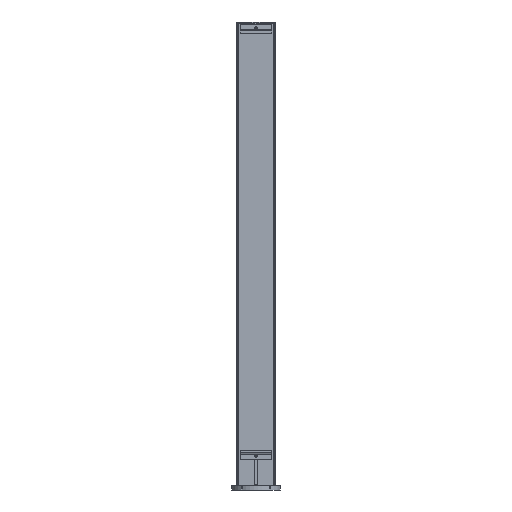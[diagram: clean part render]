
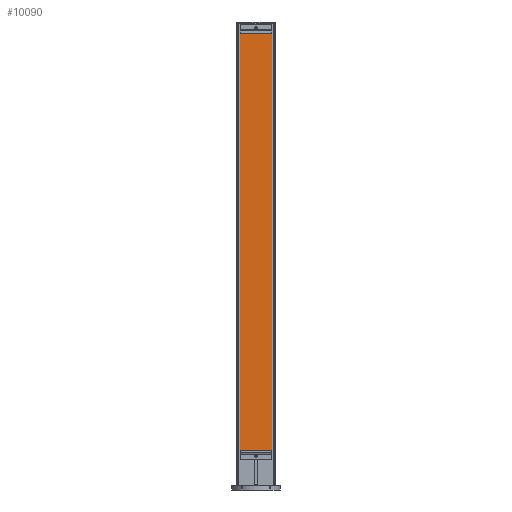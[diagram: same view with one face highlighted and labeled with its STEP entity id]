
A CAD part, front view. The second image highlights one B-rep face of the part: STEP entity #10090.
In plain terms, the highlighted planar face has unit normal (0, -1, 0).
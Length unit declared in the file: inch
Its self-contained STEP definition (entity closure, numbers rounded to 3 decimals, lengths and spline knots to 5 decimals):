
#10 = VECTOR ( 'NONE', #3978, 39.37008 ) ;
#101 = LINE ( 'NONE', #7513, #4254 ) ;
#125 = LINE ( 'NONE', #5053, #10403 ) ;
#440 = DIRECTION ( 'NONE',  ( 0., 0., 1. ) ) ;
#500 = VERTEX_POINT ( 'NONE', #15434 ) ;
#812 = ORIENTED_EDGE ( 'NONE', *, *, #11414, .T. ) ;
#1015 = VERTEX_POINT ( 'NONE', #4834 ) ;
#1028 = CARTESIAN_POINT ( 'NONE',  ( -2.26665, -0.92741, 1.33858 ) ) ;
#1450 = PLANE ( 'NONE',  #3248 ) ;
#1506 = DIRECTION ( 'NONE',  ( 0., 0., 1. ) ) ;
#1691 = CARTESIAN_POINT ( 'NONE',  ( 1.50973, -0.92741, 5.31496 ) ) ;
#1818 = EDGE_LOOP ( 'NONE', ( #3303, #3989, #14573, #9646, #4010, #812, #5847, #2013, #6982, #4338, #11862, #13044 ) ) ;
#1972 = EDGE_CURVE ( 'NONE', #11308, #13231, #8063, .T. ) ;
#2013 = ORIENTED_EDGE ( 'NONE', *, *, #8126, .T. ) ;
#2068 = LINE ( 'NONE', #1028, #12636 ) ;
#2239 = VECTOR ( 'NONE', #9819, 39.37008 ) ;
#2545 = VECTOR ( 'NONE', #8875, 39.37008 ) ;
#2682 = VECTOR ( 'NONE', #12982, 39.37008 ) ;
#2701 = CARTESIAN_POINT ( 'NONE',  ( 2.47578, -0.92741, 66.41732 ) ) ;
#3077 = DIRECTION ( 'NONE',  ( 0., 0., -1. ) ) ;
#3149 = CARTESIAN_POINT ( 'NONE',  ( 2.39173, -0.92741, 66.41732 ) ) ;
#3248 = AXIS2_PLACEMENT_3D ( 'NONE', #6991, #6672, #3077 ) ;
#3303 = ORIENTED_EDGE ( 'NONE', *, *, #1972, .T. ) ;
#3978 = DIRECTION ( 'NONE',  ( 1., 0., 0. ) ) ;
#3989 = ORIENTED_EDGE ( 'NONE', *, *, #15204, .T. ) ;
#4010 = ORIENTED_EDGE ( 'NONE', *, *, #6863, .T. ) ;
#4254 = VECTOR ( 'NONE', #6390, 39.37008 ) ;
#4338 = ORIENTED_EDGE ( 'NONE', *, *, #10109, .T. ) ;
#4534 = VECTOR ( 'NONE', #12889, 39.37008 ) ;
#4834 = CARTESIAN_POINT ( 'NONE',  ( -2.26665, -0.92741, 5.62992 ) ) ;
#5053 = CARTESIAN_POINT ( 'NONE',  ( -2.26285, -0.92741, 1.33858 ) ) ;
#5190 = LINE ( 'NONE', #12610, #10 ) ;
#5239 = EDGE_CURVE ( 'NONE', #10911, #7330, #8734, .T. ) ;
#5740 = DIRECTION ( 'NONE',  ( 0., 0., -1. ) ) ;
#5847 = ORIENTED_EDGE ( 'NONE', *, *, #15572, .T. ) ;
#5892 = LINE ( 'NONE', #11009, #2239 ) ;
#6098 = VECTOR ( 'NONE', #9477, 39.37008 ) ;
#6297 = EDGE_CURVE ( 'NONE', #11607, #7330, #6396, .T. ) ;
#6390 = DIRECTION ( 'NONE',  ( -1., 0., 0. ) ) ;
#6396 = LINE ( 'NONE', #2701, #2545 ) ;
#6672 = DIRECTION ( 'NONE',  ( 0., -1., 0. ) ) ;
#6863 = EDGE_CURVE ( 'NONE', #11607, #11081, #15674, .T. ) ;
#6907 = LINE ( 'NONE', #1691, #2682 ) ;
#6976 = DIRECTION ( 'NONE',  ( 0., 0., 1. ) ) ;
#6982 = ORIENTED_EDGE ( 'NONE', *, *, #14585, .F. ) ;
#6991 = CARTESIAN_POINT ( 'NONE',  ( 1.50973, -0.92741, 1.33858 ) ) ;
#7330 = VERTEX_POINT ( 'NONE', #3149 ) ;
#7335 = CARTESIAN_POINT ( 'NONE',  ( 2.26091, -0.92741, 5.62992 ) ) ;
#7513 = CARTESIAN_POINT ( 'NONE',  ( 1.50973, -0.92741, 66.41732 ) ) ;
#7723 = VECTOR ( 'NONE', #5740, 39.37008 ) ;
#8063 = LINE ( 'NONE', #8225, #7723 ) ;
#8126 = EDGE_CURVE ( 'NONE', #10522, #13969, #101, .T. ) ;
#8225 = CARTESIAN_POINT ( 'NONE',  ( 2.26091, -0.92741, 1.33858 ) ) ;
#8355 = CARTESIAN_POINT ( 'NONE',  ( -2.39173, -0.92741, 55.70866 ) ) ;
#8563 = CARTESIAN_POINT ( 'NONE',  ( -2.26665, -0.92741, 5.31496 ) ) ;
#8734 = LINE ( 'NONE', #13515, #12255 ) ;
#8875 = DIRECTION ( 'NONE',  ( 1., 0., 0. ) ) ;
#9177 = CARTESIAN_POINT ( 'NONE',  ( 2.26091, -0.92741, 5.31496 ) ) ;
#9477 = DIRECTION ( 'NONE',  ( 0., 0., 1. ) ) ;
#9563 = LINE ( 'NONE', #8355, #6098 ) ;
#9603 = CARTESIAN_POINT ( 'NONE',  ( 2.26471, -0.92741, 1.33858 ) ) ;
#9646 = ORIENTED_EDGE ( 'NONE', *, *, #6297, .F. ) ;
#9819 = DIRECTION ( 'NONE',  ( -1., 0., 0. ) ) ;
#10090 = ADVANCED_FACE ( 'NONE', ( #12414 ), #1450, .T. ) ;
#10109 = EDGE_CURVE ( 'NONE', #500, #13995, #14178, .T. ) ;
#10403 = VECTOR ( 'NONE', #1506, 39.37008 ) ;
#10522 = VERTEX_POINT ( 'NONE', #11176 ) ;
#10911 = VERTEX_POINT ( 'NONE', #13456 ) ;
#11009 = CARTESIAN_POINT ( 'NONE',  ( 1.50973, -0.92741, 66.10236 ) ) ;
#11081 = VERTEX_POINT ( 'NONE', #14823 ) ;
#11176 = CARTESIAN_POINT ( 'NONE',  ( -2.26285, -0.92741, 66.41732 ) ) ;
#11308 = VERTEX_POINT ( 'NONE', #7335 ) ;
#11414 = EDGE_CURVE ( 'NONE', #11081, #11516, #5892, .T. ) ;
#11459 = CARTESIAN_POINT ( 'NONE',  ( 2.26471, -0.92741, 66.41732 ) ) ;
#11516 = VERTEX_POINT ( 'NONE', #12587 ) ;
#11607 = VERTEX_POINT ( 'NONE', #11459 ) ;
#11776 = CARTESIAN_POINT ( 'NONE',  ( 1.50973, -0.92741, 5.31496 ) ) ;
#11862 = ORIENTED_EDGE ( 'NONE', *, *, #14891, .T. ) ;
#12060 = CARTESIAN_POINT ( 'NONE',  ( -2.39173, -0.92741, 66.41732 ) ) ;
#12255 = VECTOR ( 'NONE', #440, 39.37008 ) ;
#12398 = VECTOR ( 'NONE', #14462, 39.37008 ) ;
#12414 = FACE_OUTER_BOUND ( 'NONE', #1818, .T. ) ;
#12587 = CARTESIAN_POINT ( 'NONE',  ( -2.26285, -0.92741, 66.10236 ) ) ;
#12610 = CARTESIAN_POINT ( 'NONE',  ( 1.50973, -0.92741, 5.62992 ) ) ;
#12636 = VECTOR ( 'NONE', #6976, 39.37008 ) ;
#12889 = DIRECTION ( 'NONE',  ( 1., 0., 0. ) ) ;
#12982 = DIRECTION ( 'NONE',  ( 1., 0., 0. ) ) ;
#13044 = ORIENTED_EDGE ( 'NONE', *, *, #14078, .T. ) ;
#13231 = VERTEX_POINT ( 'NONE', #9177 ) ;
#13456 = CARTESIAN_POINT ( 'NONE',  ( 2.39173, -0.92741, 5.31496 ) ) ;
#13515 = CARTESIAN_POINT ( 'NONE',  ( 2.39173, -0.92741, 55.70866 ) ) ;
#13969 = VERTEX_POINT ( 'NONE', #12060 ) ;
#13995 = VERTEX_POINT ( 'NONE', #8563 ) ;
#14078 = EDGE_CURVE ( 'NONE', #1015, #11308, #5190, .T. ) ;
#14178 = LINE ( 'NONE', #11776, #4534 ) ;
#14462 = DIRECTION ( 'NONE',  ( 0., 0., -1. ) ) ;
#14573 = ORIENTED_EDGE ( 'NONE', *, *, #5239, .T. ) ;
#14585 = EDGE_CURVE ( 'NONE', #500, #13969, #9563, .T. ) ;
#14823 = CARTESIAN_POINT ( 'NONE',  ( 2.26471, -0.92741, 66.10236 ) ) ;
#14891 = EDGE_CURVE ( 'NONE', #13995, #1015, #2068, .T. ) ;
#15204 = EDGE_CURVE ( 'NONE', #13231, #10911, #6907, .T. ) ;
#15434 = CARTESIAN_POINT ( 'NONE',  ( -2.39173, -0.92741, 5.31496 ) ) ;
#15572 = EDGE_CURVE ( 'NONE', #11516, #10522, #125, .T. ) ;
#15674 = LINE ( 'NONE', #9603, #12398 ) ;
